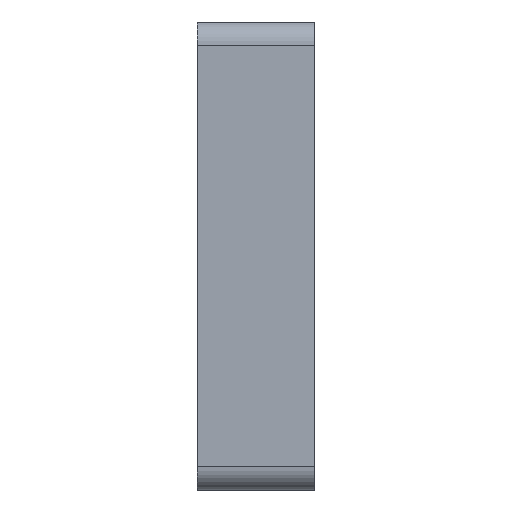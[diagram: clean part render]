
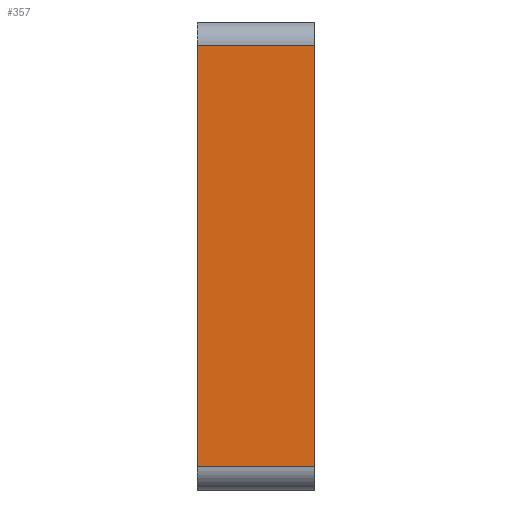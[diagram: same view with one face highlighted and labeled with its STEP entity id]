
A CAD part, left-side view. The second image highlights one B-rep face of the part: STEP entity #357.
In plain terms, the highlighted planar face has unit normal (-1, 0, 0).
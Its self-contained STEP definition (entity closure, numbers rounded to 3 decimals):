
#39=LINE('',#578,#55);
#45=LINE('',#609,#61);
#50=LINE('',#620,#66);
#51=LINE('',#621,#67);
#55=VECTOR('',#462,1000.);
#61=VECTOR('',#490,1000.);
#66=VECTOR('',#505,1000.);
#67=VECTOR('',#506,1000.);
#108=ORIENTED_EDGE('',*,*,#164,.F.);
#109=ORIENTED_EDGE('',*,*,#186,.T.);
#110=ORIENTED_EDGE('',*,*,#179,.T.);
#111=ORIENTED_EDGE('',*,*,#187,.T.);
#164=EDGE_CURVE('',#206,#207,#39,.T.);
#179=EDGE_CURVE('',#221,#220,#45,.T.);
#186=EDGE_CURVE('',#206,#221,#50,.T.);
#187=EDGE_CURVE('',#220,#207,#51,.F.);
#206=VERTEX_POINT('',#577);
#207=VERTEX_POINT('',#579);
#220=VERTEX_POINT('',#608);
#221=VERTEX_POINT('',#610);
#271=EDGE_LOOP('',(#108,#109,#110,#111));
#317=FACE_BOUND('',#271,.T.);
#351=PLANE('',#414);
#357=ADVANCED_FACE('',(#317),#351,.F.);
#414=AXIS2_PLACEMENT_3D('',#619,#503,#504);
#462=DIRECTION('',(0.,0.,-1.));
#490=DIRECTION('',(0.,0.,-1.));
#503=DIRECTION('',(1.,0.,0.));
#504=DIRECTION('',(0.,0.,-1.));
#505=DIRECTION('',(0.,1.,0.));
#506=DIRECTION('',(0.,1.,0.));
#577=CARTESIAN_POINT('',(-50.,0.,19.));
#578=CARTESIAN_POINT('',(-50.,0.,20.));
#579=CARTESIAN_POINT('',(-50.,0.,1.));
#608=CARTESIAN_POINT('',(-50.,5.,1.));
#609=CARTESIAN_POINT('',(-50.,5.,20.));
#610=CARTESIAN_POINT('',(-50.,5.,19.));
#619=CARTESIAN_POINT('',(-50.,0.,20.));
#620=CARTESIAN_POINT('',(-50.,0.,19.));
#621=CARTESIAN_POINT('',(-50.,0.,1.));
